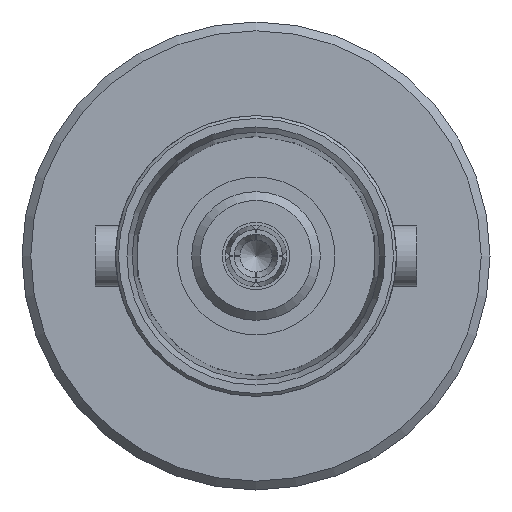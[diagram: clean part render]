
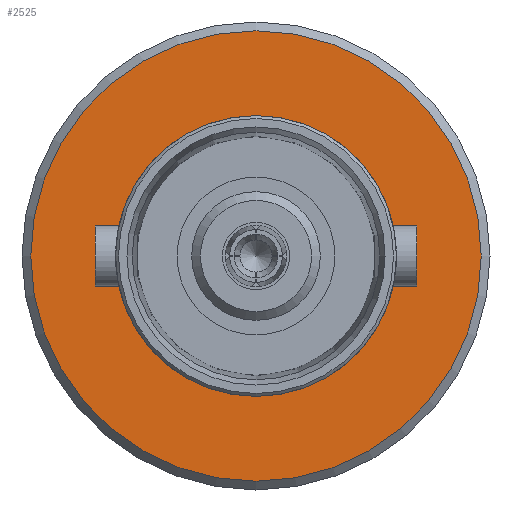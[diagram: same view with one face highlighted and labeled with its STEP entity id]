
A CAD part, left-side view. The second image highlights one B-rep face of the part: STEP entity #2525.
In plain terms, the highlighted planar face has unit normal (-1, 0, 0).
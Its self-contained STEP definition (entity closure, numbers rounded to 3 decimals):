
#291 = AXIS2_PLACEMENT_3D ( 'NONE', #674, #1445, #3335 ) ;
#404 = EDGE_CURVE ( 'NONE', #860, #860, #2466, .T. ) ;
#416 = PLANE ( 'NONE',  #291 ) ;
#578 = AXIS2_PLACEMENT_3D ( 'NONE', #2677, #2942, #2959 ) ;
#674 = CARTESIAN_POINT ( 'NONE',  ( -4.575, 7.7, 0. ) ) ;
#860 = VERTEX_POINT ( 'NONE', #2768 ) ;
#891 = DIRECTION ( 'NONE',  ( -1., 0., 0. ) ) ;
#893 = EDGE_LOOP ( 'NONE', ( #2976 ) ) ;
#1445 = DIRECTION ( 'NONE',  ( 1., 0., 0. ) ) ;
#1614 = FACE_OUTER_BOUND ( 'NONE', #893, .T. ) ;
#1805 = VERTEX_POINT ( 'NONE', #3039 ) ;
#1916 = EDGE_CURVE ( 'NONE', #1805, #1805, #3217, .T. ) ;
#1951 = FACE_BOUND ( 'NONE', #3360, .T. ) ;
#2175 = AXIS2_PLACEMENT_3D ( 'NONE', #2490, #891, #2776 ) ;
#2466 = CIRCLE ( 'NONE', #578, 7.7 ) ;
#2490 = CARTESIAN_POINT ( 'NONE',  ( -4.575, 0., 0. ) ) ;
#2525 = ADVANCED_FACE ( 'NONE', ( #1951, #1614 ), #416, .F. ) ;
#2677 = CARTESIAN_POINT ( 'NONE',  ( -4.575, 0., 0. ) ) ;
#2768 = CARTESIAN_POINT ( 'NONE',  ( -4.575, 0., 7.7 ) ) ;
#2776 = DIRECTION ( 'NONE',  ( 0., 0., 1. ) ) ;
#2942 = DIRECTION ( 'NONE',  ( -1., 0., 0. ) ) ;
#2959 = DIRECTION ( 'NONE',  ( 0., 0., 1. ) ) ;
#2975 = ORIENTED_EDGE ( 'NONE', *, *, #1916, .F. ) ;
#2976 = ORIENTED_EDGE ( 'NONE', *, *, #404, .T. ) ;
#3039 = CARTESIAN_POINT ( 'NONE',  ( -4.575, 0., 4.8 ) ) ;
#3217 = CIRCLE ( 'NONE', #2175, 4.8 ) ;
#3335 = DIRECTION ( 'NONE',  ( 0., 0., -1. ) ) ;
#3360 = EDGE_LOOP ( 'NONE', ( #2975 ) ) ;
